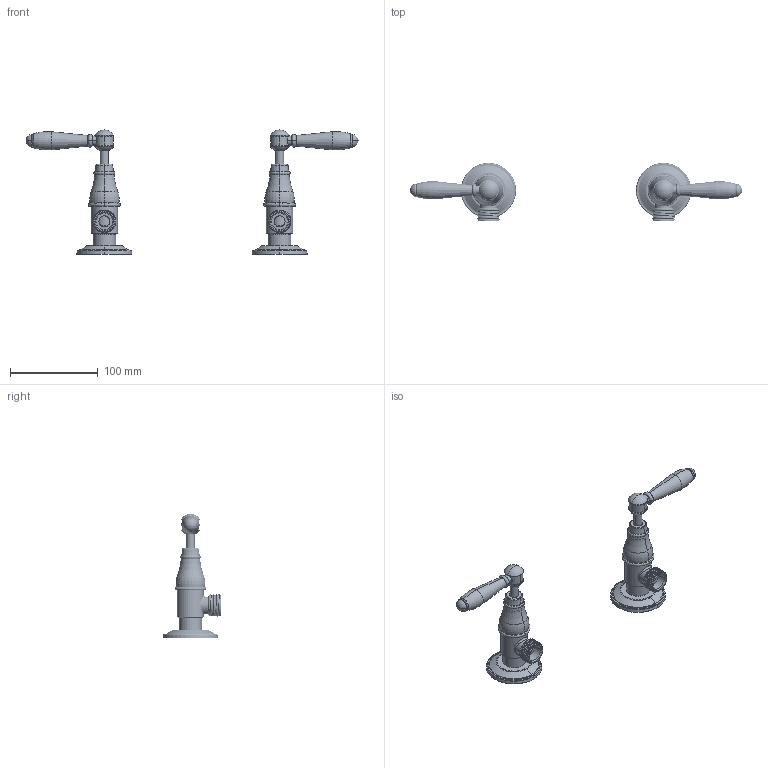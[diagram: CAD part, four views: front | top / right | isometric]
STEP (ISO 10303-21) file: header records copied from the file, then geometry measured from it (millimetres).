
FILE_DESCRIPTION (( 'STEP AP203' ), '1' );
FILE_NAME ('MV1017LCHP.STEP', '2020-02-26T07:28:52', ( 'Windows 蚚誧' ), ( '' ), 'SwSTEP 2.0', 'SolidWorks 2019', '' );
FILE_SCHEMA (( 'CONFIG_CONTROL_DESIGN' ));
Length unit declared in the file: millimetre
Products named in the file (22): 28.5X22.5X1.5綻祧菜え; 100快开插齿G58阀芯（30.5阀盖） - 入墙; 175忒梟蟀諉裝; 70炴畟儂褒概极; MV插齿陶瓷一字手轮; MV邧參珨趼忒謫釱; MV1017LCHP; 175忒梟裝簽; 囀鞠褒潑芛蹟佪M5x12 (G12090G00); 175忒梟裝芛; 17x2 O型圈-D14; 175枎棟忒梟裝; MV褒概笘欶; 辦羲30.5坶踡蹟譫; 5-8辦羲概郋-100酗; 炴畟褒概郪-100辦羲; J03015G00  C花洒杆墙罩; 7x1.5 O型圈; 19.5x15x2.5菜え (M03047Q00)
Assembly tree (36 placements, depth 4):
  MV1017LCHP
    炴畟褒概郪-100辦羲
      70炴畟儂褒概极
      100快开插齿G58阀芯（30.5阀盖） - 入墙
        辦羲30.5坶踡蹟譫
        5-8辦羲概郋-100酗
        17x2 O型圈-D14
        28.5X22.5X1.5綻祧菜え
      MV褒概笘欶
      19.5x15x2.5菜え (M03047Q00)
    炴畟褒概郪-100辦羲
      70炴畟儂褒概极
      100快开插齿G58阀芯（30.5阀盖） - 入墙
        辦羲30.5坶踡蹟譫
        5-8辦羲概郋-100酗
        17x2 O型圈-D14
        28.5X22.5X1.5綻祧菜え
      MV褒概笘欶
      19.5x15x2.5菜え (M03047Q00)
    J03015G00  C花洒杆墙罩  x2
    MV插齿陶瓷一字手轮
      MV邧參珨趼忒謫釱
      囀鞠褒潑芛蹟佪M5x12 (G12090G00)
      175忒梟裝芛
      175忒梟蟀諉裝
      175枎棟忒梟裝
      175忒梟裝簽
      7x1.5 O型圈
    MV插齿陶瓷一字手轮
      MV邧參珨趼忒謫釱
      囀鞠褒潑芛蹟佪M5x12 (G12090G00)
      175忒梟裝芛
      175忒梟蟀諉裝
      175枎棟忒梟裝
      175忒梟裝簽
      7x1.5 O型圈
Bounding box: 379 x 66.5 x 141.9 mm (x, y, z)
Volume: 143339.7 mm3; surface area: 106027.8 mm2
Topology: 30 solids, 30 shells, 1610 faces, 4220 edges, 2710 vertices
Faces by surface type: cylinder 682, plane 420, cone 260, torus 128, bspline 108, sphere 12
Entity records: 55301 total; most frequent: CARTESIAN_POINT 34391, ORIENTED_EDGE 4212, DIRECTION 3481, EDGE_CURVE 2106, AXIS2_PLACEMENT_3D 1371, VERTEX_POINT 1355, EDGE_LOOP 853, ADVANCED_FACE 805
